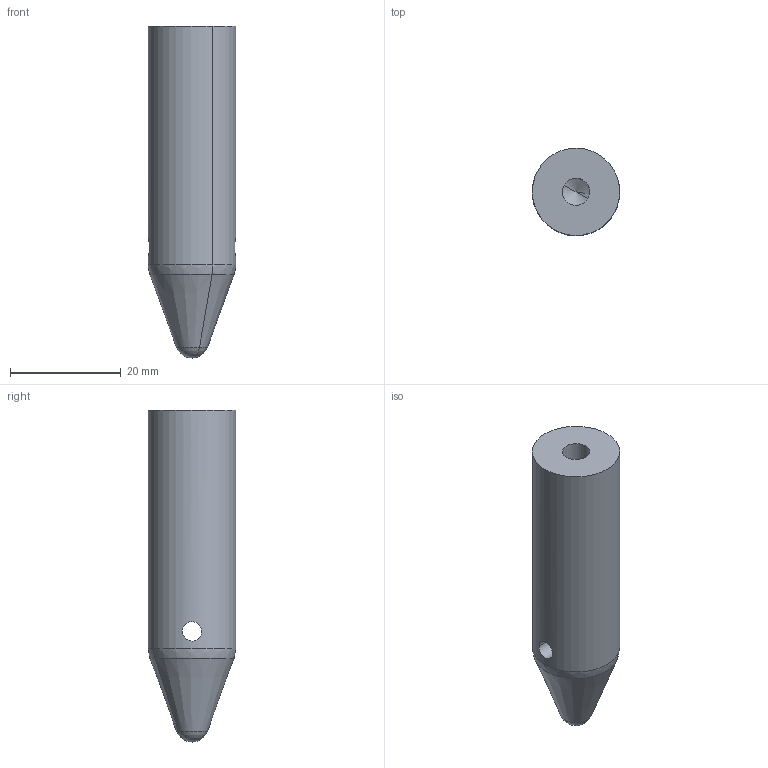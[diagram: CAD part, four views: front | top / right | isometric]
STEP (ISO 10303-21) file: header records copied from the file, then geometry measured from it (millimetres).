
FILE_DESCRIPTION(('CATIA V5 STEP'),'2;1');
FILE_NAME('210030 12 003 - 0 - AXE.stp','2022-07-28T14:03:27+00:00',('none'),('none'),'CATIA Version 5 Release 19 SP 5 (IN-10)','CATIA V5 STEP AP203 Edition 2','none');
FILE_SCHEMA(('AP203_CONFIGURATION_CONTROLLED_3D_DESIGN_OF_MECHANICAL_PARTS_AND_ASSEMBLIES_MIM_LF { 1 0 10303 403 2 1 2}'));
Length unit declared in the file: millimetre
Products named in the file (1): 210030 12 003 - AXE
Bounding box: 15.8 x 15.8 x 60 mm (x, y, z)
Volume: 9518.6 mm3; surface area: 3352.9 mm2
Topology: 1 solids, 1 shells, 15 faces, 34 edges, 18 vertices
Faces by surface type: cylinder 6, cone 4, revolution 2, sphere 2, plane 1
Entity records: 411 total; most frequent: CARTESIAN_POINT 105, ORIENTED_EDGE 60, DIRECTION 41, EDGE_CURVE 30, AXIS2_PLACEMENT_3D 24, VERTEX_POINT 18, EDGE_LOOP 18, CIRCLE 16
